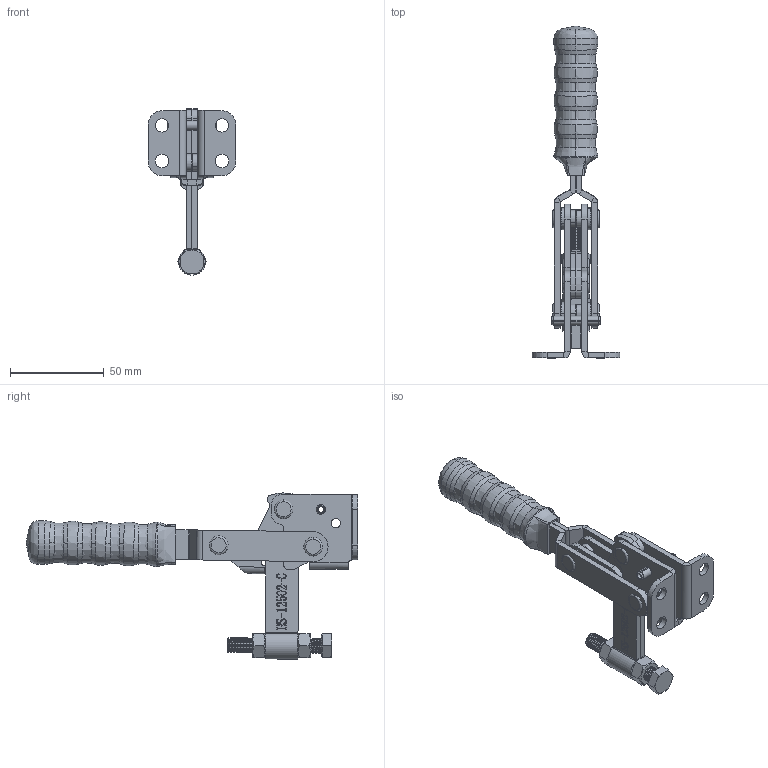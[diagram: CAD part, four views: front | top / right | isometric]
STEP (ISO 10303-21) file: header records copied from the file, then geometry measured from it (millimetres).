
FILE_DESCRIPTION (( 'STEP AP203' ), '1' );
FILE_NAME ('HS-12502-C .STEP', '2019-09-26T01:13:53', ( '微软用户' ), ( '微软中国' ), 'SwSTEP 2.0', 'SolidWorks 2012', '' );
FILE_SCHEMA (( 'CONFIG_CONTROL_DESIGN' ));
Length unit declared in the file: millimetre
Products named in the file (13): HS-12502-C ; 1瘍忒參杶; spring pin slotted heavy duty1 gb_GB_PARALLEL_PINS_TYPE6 5X26; hex nuts, style 1-grades ab gb_GB_FASTENER_NUT_SNAB1 M8-N; hexagon head bolts-full thread gb_GB_FASTENER_BOLT_STBAB A M8X50-S; 1250B忒參; 12502B怢論杶; 酗种; 埴陑揤參酘; 埴陑揤參衵; 蟀裝; 傻种; 楊擘菁釱
Assembly tree (19 placements, depth 2):
  HS-12502-C 
    楊擘菁釱
    傻种  x2
    蟀裝
    埴陑揤參衵
    埴陑揤參酘
    酗种  x2
    12502B怢論杶  x4
    1250B忒參  x2
    hexagon head bolts-full thread gb_GB_FASTENER_BOLT_STBAB A M8X50-S
    hex nuts, style 1-grades ab gb_GB_FASTENER_NUT_SNAB1 M8-N  x2
    spring pin slotted heavy duty1 gb_GB_PARALLEL_PINS_TYPE6 5X26
    1瘍忒參杶
Bounding box: 47 x 177.46 x 88.84 mm (x, y, z)
Volume: 70223.7 mm3; surface area: 52701.5 mm2
Topology: 19 solids, 19 shells, 1213 faces, 2869 edges, 1735 vertices
Faces by surface type: plane 386, cone 330, cylinder 298, bspline 183, torus 16
Entity records: 43320 total; most frequent: CARTESIAN_POINT 17147, ORIENTED_EDGE 5228, DIRECTION 4884, EDGE_CURVE 2614, AXIS2_PLACEMENT_3D 1709, VERTEX_POINT 1581, VECTOR 1466, LINE 1466
